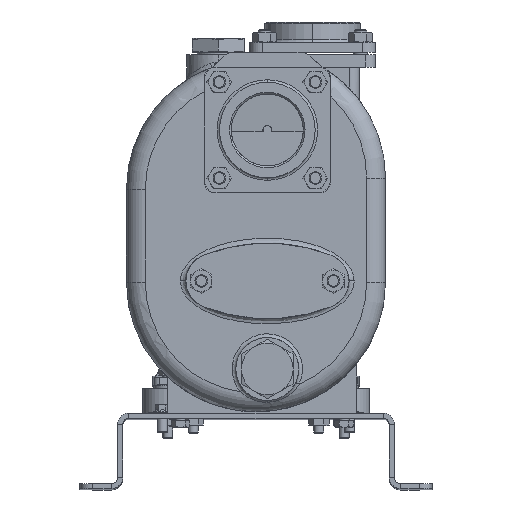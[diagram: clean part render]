
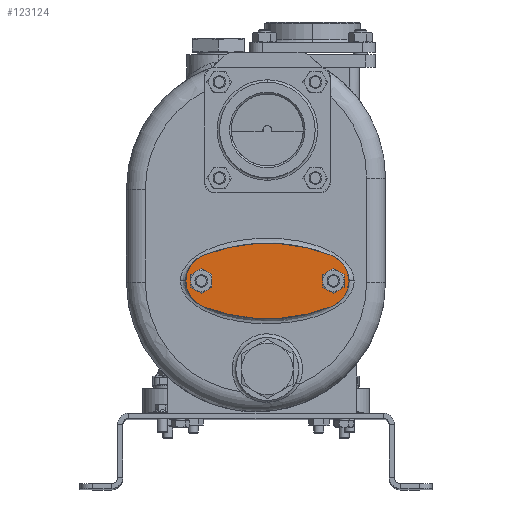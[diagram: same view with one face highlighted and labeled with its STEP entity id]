
A CAD part, top view. The second image highlights one B-rep face of the part: STEP entity #123124.
In plain terms, the highlighted planar face has unit normal (0, 0, 1).
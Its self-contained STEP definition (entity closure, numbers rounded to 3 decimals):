
#33437=CARTESIAN_POINT('',(8.982,215.,84.));
#33438=DIRECTION('',(0.,0.,1.));
#33439=DIRECTION('',(-0.362,-0.932,0.));
#33440=AXIS2_PLACEMENT_3D('',#33437,#33438,#33439);
#33442=CARTESIAN_POINT('',(-33.727,105.,84.));
#33443=DIRECTION('',(0.,0.,1.));
#33444=DIRECTION('',(-0.362,0.932,0.));
#33445=AXIS2_PLACEMENT_3D('',#33442,#33443,#33444);
#33447=CARTESIAN_POINT('',(8.982,-5.,84.));
#33448=DIRECTION('',(0.,0.,1.));
#33449=DIRECTION('',(0.362,0.932,0.));
#33450=AXIS2_PLACEMENT_3D('',#33447,#33448,#33449);
#33452=CARTESIAN_POINT('',(51.69,105.,84.));
#33453=DIRECTION('',(0.,0.,1.));
#33454=DIRECTION('',(0.362,-0.932,0.));
#33455=AXIS2_PLACEMENT_3D('',#33452,#33453,#33454);
#33457=CARTESIAN_POINT('',(61.49,105.,84.));
#33458=DIRECTION('',(0.,0.,-1.));
#33459=DIRECTION('',(0.5,-0.866,0.));
#33460=AXIS2_PLACEMENT_3D('',#33457,#33458,#33459);
#33462=CARTESIAN_POINT('',(61.49,105.,84.));
#33463=DIRECTION('',(0.,0.,-1.));
#33464=DIRECTION('',(1.,0.,0.));
#33465=AXIS2_PLACEMENT_3D('',#33462,#33463,#33464);
#33467=CARTESIAN_POINT('',(61.49,105.,84.));
#33468=DIRECTION('',(0.,0.,-1.));
#33469=DIRECTION('',(0.5,0.866,0.));
#33470=AXIS2_PLACEMENT_3D('',#33467,#33468,#33469);
#33472=CARTESIAN_POINT('',(61.49,105.,84.));
#33473=DIRECTION('',(0.,0.,-1.));
#33474=DIRECTION('',(-0.5,0.866,0.));
#33475=AXIS2_PLACEMENT_3D('',#33472,#33473,#33474);
#33477=CARTESIAN_POINT('',(61.49,105.,84.));
#33478=DIRECTION('',(0.,0.,-1.));
#33479=DIRECTION('',(-1.,0.,0.));
#33480=AXIS2_PLACEMENT_3D('',#33477,#33478,#33479);
#33482=CARTESIAN_POINT('',(61.49,105.,84.));
#33483=DIRECTION('',(0.,0.,-1.));
#33484=DIRECTION('',(-0.5,-0.866,0.));
#33485=AXIS2_PLACEMENT_3D('',#33482,#33483,#33484);
#33487=CARTESIAN_POINT('',(-43.51,105.,84.));
#33488=DIRECTION('',(0.,0.,-1.));
#33489=DIRECTION('',(0.5,-0.866,0.));
#33490=AXIS2_PLACEMENT_3D('',#33487,#33488,#33489);
#33492=CARTESIAN_POINT('',(-43.51,105.,84.));
#33493=DIRECTION('',(0.,0.,-1.));
#33494=DIRECTION('',(1.,0.,0.));
#33495=AXIS2_PLACEMENT_3D('',#33492,#33493,#33494);
#33497=CARTESIAN_POINT('',(-43.51,105.,84.));
#33498=DIRECTION('',(0.,0.,-1.));
#33499=DIRECTION('',(0.5,0.866,0.));
#33500=AXIS2_PLACEMENT_3D('',#33497,#33498,#33499);
#33502=CARTESIAN_POINT('',(-43.51,105.,84.));
#33503=DIRECTION('',(0.,0.,-1.));
#33504=DIRECTION('',(-0.5,0.866,0.));
#33505=AXIS2_PLACEMENT_3D('',#33502,#33503,#33504);
#33507=CARTESIAN_POINT('',(-43.51,105.,84.));
#33508=DIRECTION('',(0.,0.,-1.));
#33509=DIRECTION('',(-1.,0.,0.));
#33510=AXIS2_PLACEMENT_3D('',#33507,#33508,#33509);
#33512=CARTESIAN_POINT('',(-43.51,105.,84.));
#33513=DIRECTION('',(0.,0.,-1.));
#33514=DIRECTION('',(-0.5,-0.866,0.));
#33515=AXIS2_PLACEMENT_3D('',#33512,#33513,#33514);
#77942=CARTESIAN_POINT('',(-41.68,84.488,84.));
#77943=CARTESIAN_POINT('',(59.643,84.488,84.));
#77944=VERTEX_POINT('',#77942);
#77945=VERTEX_POINT('',#77943);
#77946=CARTESIAN_POINT('',(59.643,125.512,84.));
#77947=VERTEX_POINT('',#77946);
#77948=CARTESIAN_POINT('',(-41.68,125.512,84.));
#77949=VERTEX_POINT('',#77948);
#77992=CARTESIAN_POINT('',(65.74,97.639,84.));
#77993=CARTESIAN_POINT('',(57.24,97.639,84.));
#77994=VERTEX_POINT('',#77992);
#77995=VERTEX_POINT('',#77993);
#77996=CARTESIAN_POINT('',(52.99,105.,84.));
#77997=VERTEX_POINT('',#77996);
#77998=CARTESIAN_POINT('',(57.24,112.361,84.));
#77999=VERTEX_POINT('',#77998);
#78000=CARTESIAN_POINT('',(65.74,112.361,84.));
#78001=VERTEX_POINT('',#78000);
#78002=CARTESIAN_POINT('',(69.99,105.,84.));
#78003=VERTEX_POINT('',#78002);
#78032=CARTESIAN_POINT('',(-39.26,97.639,84.));
#78033=CARTESIAN_POINT('',(-47.76,97.639,84.));
#78034=VERTEX_POINT('',#78032);
#78035=VERTEX_POINT('',#78033);
#78036=CARTESIAN_POINT('',(-52.01,105.,84.));
#78037=VERTEX_POINT('',#78036);
#78038=CARTESIAN_POINT('',(-47.76,112.361,84.));
#78039=VERTEX_POINT('',#78038);
#78040=CARTESIAN_POINT('',(-39.26,112.361,84.));
#78041=VERTEX_POINT('',#78040);
#78042=CARTESIAN_POINT('',(-35.01,105.,84.));
#78043=VERTEX_POINT('',#78042);
#123085=CARTESIAN_POINT('',(8.99,105.,84.));
#123086=DIRECTION('',(0.,0.,1.));
#123087=DIRECTION('',(-1.,0.,0.));
#123088=AXIS2_PLACEMENT_3D('',#123085,#123086,#123087);
#123089=PLANE('',#123088);
#123090=ORIENTED_EDGE('',*,*,#123021,.F.);
#123091=ORIENTED_EDGE('',*,*,#123036,.F.);
#123092=ORIENTED_EDGE('',*,*,#123051,.F.);
#123093=ORIENTED_EDGE('',*,*,#123078,.F.);
#123094=EDGE_LOOP('',(#123090,#123091,#123092,#123093));
#123095=FACE_OUTER_BOUND('',#123094,.F.);
#123097=ORIENTED_EDGE('',*,*,#123096,.F.);
#123099=ORIENTED_EDGE('',*,*,#123098,.F.);
#123101=ORIENTED_EDGE('',*,*,#123100,.F.);
#123103=ORIENTED_EDGE('',*,*,#123102,.F.);
#123105=ORIENTED_EDGE('',*,*,#123104,.F.);
#123107=ORIENTED_EDGE('',*,*,#123106,.F.);
#123108=EDGE_LOOP('',(#123097,#123099,#123101,#123103,#123105,#123107));
#123109=FACE_BOUND('',#123108,.F.);
#123111=ORIENTED_EDGE('',*,*,#123110,.F.);
#123113=ORIENTED_EDGE('',*,*,#123112,.F.);
#123115=ORIENTED_EDGE('',*,*,#123114,.F.);
#123117=ORIENTED_EDGE('',*,*,#123116,.F.);
#123119=ORIENTED_EDGE('',*,*,#123118,.F.);
#123121=ORIENTED_EDGE('',*,*,#123120,.F.);
#123122=EDGE_LOOP('',(#123111,#123113,#123115,#123117,#123119,#123121));
#123123=FACE_BOUND('',#123122,.F.);
#123124=ADVANCED_FACE('',(#123095,#123109,#123123),#123089,.T.);
#33441=CIRCLE('',#33440,140.);
#33446=CIRCLE('',#33445,22.);
#33451=CIRCLE('',#33450,140.);
#33456=CIRCLE('',#33455,22.);
#33461=CIRCLE('',#33460,8.5);
#33466=CIRCLE('',#33465,8.5);
#33471=CIRCLE('',#33470,8.5);
#33476=CIRCLE('',#33475,8.5);
#33481=CIRCLE('',#33480,8.5);
#33486=CIRCLE('',#33485,8.5);
#33491=CIRCLE('',#33490,8.5);
#33496=CIRCLE('',#33495,8.5);
#33501=CIRCLE('',#33500,8.5);
#33506=CIRCLE('',#33505,8.5);
#33511=CIRCLE('',#33510,8.5);
#33516=CIRCLE('',#33515,8.5);
#123021=EDGE_CURVE('',#77944,#77945,#33441,.T.);
#123036=EDGE_CURVE('',#77949,#77944,#33446,.T.);
#123051=EDGE_CURVE('',#77947,#77949,#33451,.T.);
#123078=EDGE_CURVE('',#77945,#77947,#33456,.T.);
#123096=EDGE_CURVE('',#77994,#77995,#33461,.T.);
#123098=EDGE_CURVE('',#78003,#77994,#33466,.T.);
#123100=EDGE_CURVE('',#78001,#78003,#33471,.T.);
#123102=EDGE_CURVE('',#77999,#78001,#33476,.T.);
#123104=EDGE_CURVE('',#77997,#77999,#33481,.T.);
#123106=EDGE_CURVE('',#77995,#77997,#33486,.T.);
#123110=EDGE_CURVE('',#78034,#78035,#33491,.T.);
#123112=EDGE_CURVE('',#78043,#78034,#33496,.T.);
#123114=EDGE_CURVE('',#78041,#78043,#33501,.T.);
#123116=EDGE_CURVE('',#78039,#78041,#33506,.T.);
#123118=EDGE_CURVE('',#78037,#78039,#33511,.T.);
#123120=EDGE_CURVE('',#78035,#78037,#33516,.T.);
